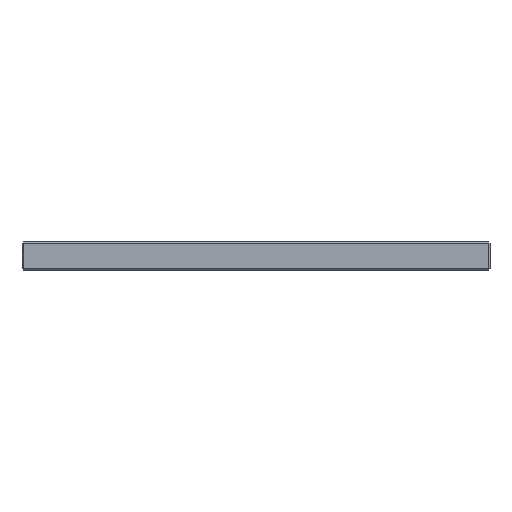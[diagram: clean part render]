
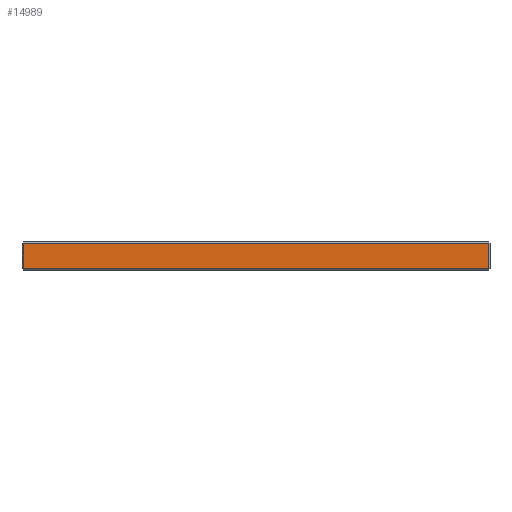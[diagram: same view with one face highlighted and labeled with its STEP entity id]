
A CAD part, front view. The second image highlights one B-rep face of the part: STEP entity #14989.
In plain terms, the highlighted planar face has unit normal (0, -1, 0).
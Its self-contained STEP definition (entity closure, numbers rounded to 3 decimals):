
#10516=FACE_OUTER_BOUND('',#27760,.T.);
#14989=ADVANCED_FACE('',(#10516),#20261,.T.);
#20261=PLANE('',#106269);
#27760=EDGE_LOOP('',(#36468,#36469,#36470,#36471));
#36468=ORIENTED_EDGE('',*,*,#73326,.T.);
#36469=ORIENTED_EDGE('',*,*,#73327,.T.);
#36470=ORIENTED_EDGE('',*,*,#73328,.T.);
#36471=ORIENTED_EDGE('',*,*,#73329,.T.);
#63936=VERTEX_POINT('',#137348);
#63937=VERTEX_POINT('',#137349);
#63938=VERTEX_POINT('',#137351);
#63939=VERTEX_POINT('',#137353);
#73326=EDGE_CURVE('',#63936,#63937,#86975,.T.);
#73327=EDGE_CURVE('',#63937,#63938,#86976,.T.);
#73328=EDGE_CURVE('',#63938,#63939,#86977,.T.);
#73329=EDGE_CURVE('',#63939,#63936,#86978,.T.);
#86975=LINE('',#137347,#96651);
#86976=LINE('',#137350,#96652);
#86977=LINE('',#137352,#96653);
#86978=LINE('',#137354,#96654);
#96651=VECTOR('',#113302,1.);
#96652=VECTOR('',#113303,1.);
#96653=VECTOR('',#113304,1.);
#96654=VECTOR('',#113305,1.);
#106269=AXIS2_PLACEMENT_3D('',#137355,#113306,#113307);
#113302=DIRECTION('',(-1.,0.,0.));
#113303=DIRECTION('',(0.,0.,-1.));
#113304=DIRECTION('',(1.,0.,0.));
#113305=DIRECTION('',(0.,0.,1.));
#113306=DIRECTION('',(0.,-1.,0.));
#113307=DIRECTION('',(0.,0.,1.));
#137347=CARTESIAN_POINT('',(125.,0.,14.25));
#137348=CARTESIAN_POINT('',(249.275,0.,14.25));
#137349=CARTESIAN_POINT('',(0.725,0.,14.25));
#137350=CARTESIAN_POINT('',(0.725,0.,0.));
#137351=CARTESIAN_POINT('',(0.725,0.,0.75));
#137352=CARTESIAN_POINT('',(125.,0.,0.75));
#137353=CARTESIAN_POINT('',(249.275,0.,0.75));
#137354=CARTESIAN_POINT('',(249.275,0.,0.));
#137355=CARTESIAN_POINT('',(125.,0.,0.));
